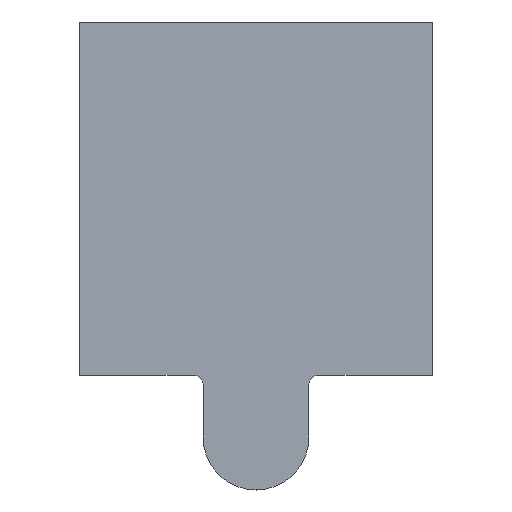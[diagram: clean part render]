
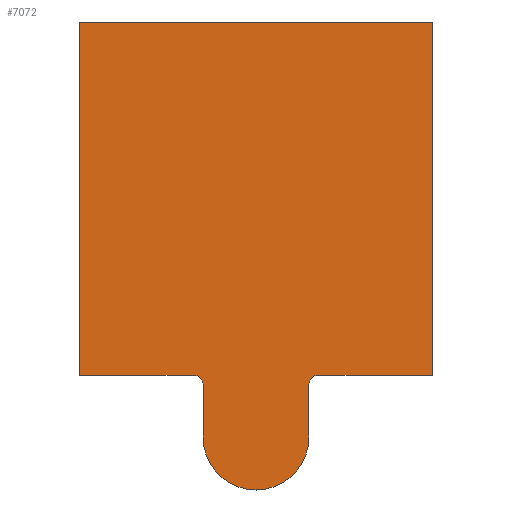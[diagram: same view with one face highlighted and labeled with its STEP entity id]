
A CAD part, top view. The second image highlights one B-rep face of the part: STEP entity #7072.
In plain terms, the highlighted planar face has unit normal (0, 0, 1).
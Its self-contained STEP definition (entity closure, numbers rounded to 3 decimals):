
#60 = ORIENTED_EDGE ( 'NONE', *, *, #4000, .F. ) ;
#272 = ORIENTED_EDGE ( 'NONE', *, *, #15320, .F. ) ;
#317 = DIRECTION ( 'NONE',  ( 0., 1., 0. ) ) ;
#612 = VECTOR ( 'NONE', #861, 1000. ) ;
#718 = CARTESIAN_POINT ( 'NONE',  ( 47.005, -13.504, 0.34 ) ) ;
#861 = DIRECTION ( 'NONE',  ( -1., 0., 0. ) ) ;
#953 = VERTEX_POINT ( 'NONE', #11742 ) ;
#1173 = LINE ( 'NONE', #19404, #13285 ) ;
#1675 = LINE ( 'NONE', #3862, #612 ) ;
#1711 = CARTESIAN_POINT ( 'NONE',  ( 40.005, -10.004, 0.34 ) ) ;
#1778 = PLANE ( 'NONE',  #3910 ) ;
#2150 = VECTOR ( 'NONE', #317, 1000. ) ;
#2169 = EDGE_CURVE ( 'NONE', #953, #5991, #12054, .T. ) ;
#2701 = CIRCLE ( 'NONE', #10533, 0.5 ) ;
#2981 = AXIS2_PLACEMENT_3D ( 'NONE', #18790, #11221, #12514 ) ;
#3110 = ORIENTED_EDGE ( 'NONE', *, *, #4583, .F. ) ;
#3178 = FACE_OUTER_BOUND ( 'NONE', #14870, .T. ) ;
#3862 = CARTESIAN_POINT ( 'NONE',  ( 46.505, -10.004, 0.34 ) ) ;
#3910 = AXIS2_PLACEMENT_3D ( 'NONE', #14017, #6530, #13915 ) ;
#4000 = EDGE_CURVE ( 'NONE', #19530, #5991, #1173, .T. ) ;
#4005 = DIRECTION ( 'NONE',  ( 0., 0., 1. ) ) ;
#4158 = CARTESIAN_POINT ( 'NONE',  ( 53.005, -13.504, 0.34 ) ) ;
#4383 = VERTEX_POINT ( 'NONE', #10682 ) ;
#4435 = ORIENTED_EDGE ( 'NONE', *, *, #17534, .F. ) ;
#4583 = EDGE_CURVE ( 'NONE', #953, #13378, #14260, .T. ) ;
#4762 = VECTOR ( 'NONE', #18841, 1000. ) ;
#5065 = VERTEX_POINT ( 'NONE', #1711 ) ;
#5671 = EDGE_CURVE ( 'NONE', #13378, #16527, #2701, .T. ) ;
#5933 = ORIENTED_EDGE ( 'NONE', *, *, #13157, .F. ) ;
#5991 = VERTEX_POINT ( 'NONE', #4158 ) ;
#6046 = CARTESIAN_POINT ( 'NONE',  ( 46.505, -10.004, 0.34 ) ) ;
#6178 = EDGE_CURVE ( 'NONE', #4383, #19530, #11463, .T. ) ;
#6370 = CARTESIAN_POINT ( 'NONE',  ( 46.505, -10.504, 0.34 ) ) ;
#6530 = DIRECTION ( 'NONE',  ( 0., 0., -1. ) ) ;
#6626 = LINE ( 'NONE', #12621, #11734 ) ;
#6958 = ORIENTED_EDGE ( 'NONE', *, *, #19232, .F. ) ;
#7072 = ADVANCED_FACE ( 'NONE', ( #3178 ), #1778, .F. ) ;
#7135 = CARTESIAN_POINT ( 'NONE',  ( 40.005, 9.996, 0.34 ) ) ;
#7916 = CARTESIAN_POINT ( 'NONE',  ( 60.005, 9.996, 0.34 ) ) ;
#8678 = DIRECTION ( 'NONE',  ( 0., -1., 0. ) ) ;
#8700 = EDGE_CURVE ( 'NONE', #5065, #16098, #13643, .T. ) ;
#8814 = CARTESIAN_POINT ( 'NONE',  ( 60.005, -10.004, 0.34 ) ) ;
#9029 = ORIENTED_EDGE ( 'NONE', *, *, #5671, .F. ) ;
#9320 = CARTESIAN_POINT ( 'NONE',  ( 47.005, -10.504, 0.34 ) ) ;
#9329 = CARTESIAN_POINT ( 'NONE',  ( 60.005, 9.996, 0.34 ) ) ;
#9886 = CARTESIAN_POINT ( 'NONE',  ( 50.005, -13.504, 0.34 ) ) ;
#10155 = AXIS2_PLACEMENT_3D ( 'NONE', #9886, #4005, #12764 ) ;
#10533 = AXIS2_PLACEMENT_3D ( 'NONE', #6370, #17122, #12270 ) ;
#10682 = CARTESIAN_POINT ( 'NONE',  ( 53.505, -10.004, 0.34 ) ) ;
#11007 = DIRECTION ( 'NONE',  ( -1., 0., 0. ) ) ;
#11027 = LINE ( 'NONE', #9329, #13807 ) ;
#11102 = LINE ( 'NONE', #12679, #16898 ) ;
#11221 = DIRECTION ( 'NONE',  ( 0., 0., 1. ) ) ;
#11463 = CIRCLE ( 'NONE', #2981, 0.5 ) ;
#11734 = VECTOR ( 'NONE', #17191, 1000. ) ;
#11742 = CARTESIAN_POINT ( 'NONE',  ( 47.005, -13.504, 0.34 ) ) ;
#12054 = CIRCLE ( 'NONE', #10155, 3. ) ;
#12270 = DIRECTION ( 'NONE',  ( -1., 0., 0. ) ) ;
#12320 = DIRECTION ( 'NONE',  ( 0., -1., 0. ) ) ;
#12514 = DIRECTION ( 'NONE',  ( -1., 0., 0. ) ) ;
#12621 = CARTESIAN_POINT ( 'NONE',  ( 40.005, 9.996, 0.34 ) ) ;
#12674 = ORIENTED_EDGE ( 'NONE', *, *, #8700, .F. ) ;
#12679 = CARTESIAN_POINT ( 'NONE',  ( 60.005, -10.004, 0.34 ) ) ;
#12764 = DIRECTION ( 'NONE',  ( -1., 0., 0. ) ) ;
#13157 = EDGE_CURVE ( 'NONE', #16098, #18954, #6626, .T. ) ;
#13190 = ORIENTED_EDGE ( 'NONE', *, *, #6178, .F. ) ;
#13285 = VECTOR ( 'NONE', #8678, 1000. ) ;
#13378 = VERTEX_POINT ( 'NONE', #9320 ) ;
#13584 = CARTESIAN_POINT ( 'NONE',  ( 53.005, -10.504, 0.34 ) ) ;
#13643 = LINE ( 'NONE', #18107, #2150 ) ;
#13807 = VECTOR ( 'NONE', #12320, 1000. ) ;
#13915 = DIRECTION ( 'NONE',  ( -1., 0., 0. ) ) ;
#14017 = CARTESIAN_POINT ( 'NONE',  ( 46.505, -10.504, 0.34 ) ) ;
#14260 = LINE ( 'NONE', #718, #4762 ) ;
#14870 = EDGE_LOOP ( 'NONE', ( #60, #13190, #272, #4435, #5933, #12674, #6958, #9029, #3110, #17064 ) ) ;
#15320 = EDGE_CURVE ( 'NONE', #15361, #4383, #11102, .T. ) ;
#15361 = VERTEX_POINT ( 'NONE', #8814 ) ;
#16098 = VERTEX_POINT ( 'NONE', #7135 ) ;
#16527 = VERTEX_POINT ( 'NONE', #6046 ) ;
#16898 = VECTOR ( 'NONE', #11007, 1000. ) ;
#17064 = ORIENTED_EDGE ( 'NONE', *, *, #2169, .T. ) ;
#17122 = DIRECTION ( 'NONE',  ( 0., 0., 1. ) ) ;
#17191 = DIRECTION ( 'NONE',  ( 1., 0., 0. ) ) ;
#17534 = EDGE_CURVE ( 'NONE', #18954, #15361, #11027, .T. ) ;
#18107 = CARTESIAN_POINT ( 'NONE',  ( 40.005, -10.004, 0.34 ) ) ;
#18790 = CARTESIAN_POINT ( 'NONE',  ( 53.505, -10.504, 0.34 ) ) ;
#18841 = DIRECTION ( 'NONE',  ( 0., 1., 0. ) ) ;
#18954 = VERTEX_POINT ( 'NONE', #7916 ) ;
#19232 = EDGE_CURVE ( 'NONE', #16527, #5065, #1675, .T. ) ;
#19404 = CARTESIAN_POINT ( 'NONE',  ( 53.005, -10.504, 0.34 ) ) ;
#19530 = VERTEX_POINT ( 'NONE', #13584 ) ;
